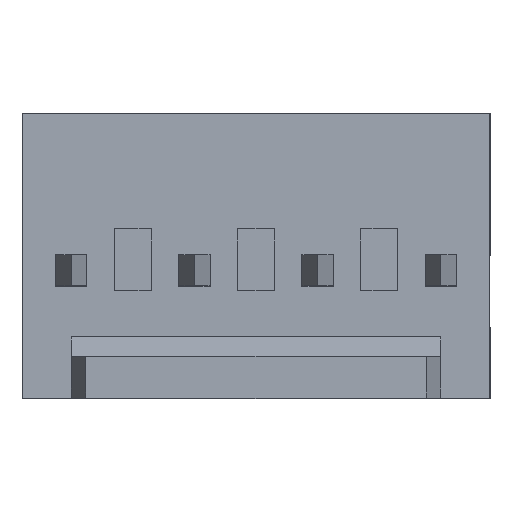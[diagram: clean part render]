
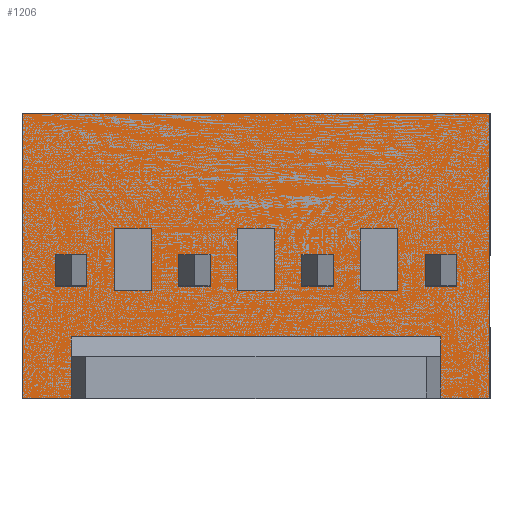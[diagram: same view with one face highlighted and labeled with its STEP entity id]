
A CAD part, top view. The second image highlights one B-rep face of the part: STEP entity #1206.
In plain terms, the highlighted free-form (B-spline) face has degree [1, 1] with [2, 2] control points.
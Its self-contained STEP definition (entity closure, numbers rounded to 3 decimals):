
#174=CARTESIAN_POINT('',(-2.875,0.85,3.3));
#175=VERTEX_POINT('',#174);
#182=CARTESIAN_POINT('',(-2.875,-0.4,3.3));
#183=VERTEX_POINT('',#182);
#184=CARTESIAN_POINT('',(-2.875,-0.4,3.3));
#185=DIRECTION('',(0.0,1.0,0.0));
#186=VECTOR('',#185,1.25);
#187=LINE('',#184,#186);
#188=EDGE_CURVE('',#183,#175,#187,.T.);
#212=CARTESIAN_POINT('',(-2.125,0.85,3.3));
#213=VERTEX_POINT('',#212);
#230=CARTESIAN_POINT('',(-2.125,-0.4,3.3));
#231=VERTEX_POINT('',#230);
#238=CARTESIAN_POINT('',(-2.125,0.85,3.3));
#239=DIRECTION('',(0.0,-1.0,0.0));
#240=VECTOR('',#239,1.25);
#241=LINE('',#238,#240);
#242=EDGE_CURVE('',#213,#231,#241,.T.);
#274=CARTESIAN_POINT('',(-2.125,-0.4,3.3));
#275=DIRECTION('',(-1.0,0.0,0.0));
#276=VECTOR('',#275,0.75);
#277=LINE('',#274,#276);
#278=EDGE_CURVE('',#231,#183,#277,.T.);
#293=CARTESIAN_POINT('',(-2.875,0.85,3.3));
#294=DIRECTION('',(1.0,0.0,0.0));
#295=VECTOR('',#294,0.75);
#296=LINE('',#293,#295);
#297=EDGE_CURVE('',#175,#213,#296,.T.);
#412=CARTESIAN_POINT('',(-0.375,0.85,3.3));
#413=VERTEX_POINT('',#412);
#420=CARTESIAN_POINT('',(-0.375,-0.4,3.3));
#421=VERTEX_POINT('',#420);
#422=CARTESIAN_POINT('',(-0.375,-0.4,3.3));
#423=DIRECTION('',(0.0,1.0,0.0));
#424=VECTOR('',#423,1.25);
#425=LINE('',#422,#424);
#426=EDGE_CURVE('',#421,#413,#425,.T.);
#450=CARTESIAN_POINT('',(0.375,0.85,3.3));
#451=VERTEX_POINT('',#450);
#468=CARTESIAN_POINT('',(0.375,-0.4,3.3));
#469=VERTEX_POINT('',#468);
#476=CARTESIAN_POINT('',(0.375,0.85,3.3));
#477=DIRECTION('',(0.0,-1.0,0.0));
#478=VECTOR('',#477,1.25);
#479=LINE('',#476,#478);
#480=EDGE_CURVE('',#451,#469,#479,.T.);
#512=CARTESIAN_POINT('',(0.375,-0.4,3.3));
#513=DIRECTION('',(-1.0,0.0,0.0));
#514=VECTOR('',#513,0.75);
#515=LINE('',#512,#514);
#516=EDGE_CURVE('',#469,#421,#515,.T.);
#531=CARTESIAN_POINT('',(-0.375,0.85,3.3));
#532=DIRECTION('',(1.0,0.0,0.0));
#533=VECTOR('',#532,0.75);
#534=LINE('',#531,#533);
#535=EDGE_CURVE('',#413,#451,#534,.T.);
#548=CARTESIAN_POINT('',(2.125,0.85,3.3));
#549=VERTEX_POINT('',#548);
#556=CARTESIAN_POINT('',(2.125,-0.4,3.3));
#557=VERTEX_POINT('',#556);
#558=CARTESIAN_POINT('',(2.125,-0.4,3.3));
#559=DIRECTION('',(0.0,1.0,0.0));
#560=VECTOR('',#559,1.25);
#561=LINE('',#558,#560);
#562=EDGE_CURVE('',#557,#549,#561,.T.);
#586=CARTESIAN_POINT('',(2.875,0.85,3.3));
#587=VERTEX_POINT('',#586);
#604=CARTESIAN_POINT('',(2.875,-0.4,3.3));
#605=VERTEX_POINT('',#604);
#612=CARTESIAN_POINT('',(2.875,0.85,3.3));
#613=DIRECTION('',(0.0,-1.0,0.0));
#614=VECTOR('',#613,1.25);
#615=LINE('',#612,#614);
#616=EDGE_CURVE('',#587,#605,#615,.T.);
#648=CARTESIAN_POINT('',(2.875,-0.4,3.3));
#649=DIRECTION('',(-1.0,0.0,0.0));
#650=VECTOR('',#649,0.75);
#651=LINE('',#648,#650);
#652=EDGE_CURVE('',#605,#557,#651,.T.);
#667=CARTESIAN_POINT('',(2.125,0.85,3.3));
#668=DIRECTION('',(1.0,0.0,0.0));
#669=VECTOR('',#668,0.75);
#670=LINE('',#667,#669);
#671=EDGE_CURVE('',#549,#587,#670,.T.);
#1070=CARTESIAN_POINT('',(-4.75,-2.6,3.3));
#1071=VERTEX_POINT('',#1070);
#1072=CARTESIAN_POINT('',(4.75,-2.6,3.3));
#1073=VERTEX_POINT('',#1072);
#1074=CARTESIAN_POINT('',(-4.75,-2.6,3.3));
#1075=DIRECTION('',(1.0,0.0,0.0));
#1076=VECTOR('',#1075,9.5);
#1077=LINE('',#1074,#1076);
#1078=EDGE_CURVE('',#1071,#1073,#1077,.T.);
#1103=CARTESIAN_POINT('',(-4.75,3.2,3.3));
#1104=VERTEX_POINT('',#1103);
#1120=CARTESIAN_POINT('',(-4.75,3.2,3.3));
#1121=DIRECTION('',(0.0,-1.0,0.0));
#1122=VECTOR('',#1121,5.8);
#1123=LINE('',#1120,#1122);
#1124=EDGE_CURVE('',#1104,#1071,#1123,.T.);
#1134=CARTESIAN_POINT('',(4.75,3.2,3.3));
#1135=VERTEX_POINT('',#1134);
#1142=CARTESIAN_POINT('',(4.75,-2.6,3.3));
#1143=DIRECTION('',(0.0,1.0,0.0));
#1144=VECTOR('',#1143,5.8);
#1145=LINE('',#1142,#1144);
#1146=EDGE_CURVE('',#1073,#1135,#1145,.T.);
#1172=CARTESIAN_POINT('',(-4.75,3.2,3.3));
#1173=CARTESIAN_POINT('',(4.75,3.2,3.3));
#1174=CARTESIAN_POINT('',(-4.75,-2.6,3.3));
#1175=CARTESIAN_POINT('',(4.75,-2.6,3.3));
#1176=B_SPLINE_SURFACE_WITH_KNOTS('',1,1,((#1172,#1174),(#1173,#1175)),.UNSPECIFIED.,.F.,.F.,.U.,(2,2),(2,2),(0.0,9.5),(0.0,5.8),.UNSPECIFIED.);
#1177=CARTESIAN_POINT('',(-4.75,3.2,3.3));
#1178=DIRECTION('',(1.0,0.0,0.0));
#1179=VECTOR('',#1178,9.5);
#1180=LINE('',#1177,#1179);
#1181=EDGE_CURVE('',#1104,#1135,#1180,.T.);
#1182=ORIENTED_EDGE('',*,*,#1181,.F.);
#1183=ORIENTED_EDGE('',*,*,#1124,.T.);
#1184=ORIENTED_EDGE('',*,*,#1078,.T.);
#1185=ORIENTED_EDGE('',*,*,#1146,.T.);
#1186=EDGE_LOOP('',(#1182,#1183,#1184,#1185));
#1187=FACE_OUTER_BOUND('',#1186,.T.);
#1188=ORIENTED_EDGE('',*,*,#242,.T.);
#1189=ORIENTED_EDGE('',*,*,#278,.T.);
#1190=ORIENTED_EDGE('',*,*,#188,.T.);
#1191=ORIENTED_EDGE('',*,*,#297,.T.);
#1192=EDGE_LOOP('',(#1188,#1189,#1190,#1191));
#1193=FACE_BOUND('',#1192,.T.);
#1194=ORIENTED_EDGE('',*,*,#480,.T.);
#1195=ORIENTED_EDGE('',*,*,#516,.T.);
#1196=ORIENTED_EDGE('',*,*,#426,.T.);
#1197=ORIENTED_EDGE('',*,*,#535,.T.);
#1198=EDGE_LOOP('',(#1194,#1195,#1196,#1197));
#1199=FACE_BOUND('',#1198,.T.);
#1200=ORIENTED_EDGE('',*,*,#616,.T.);
#1201=ORIENTED_EDGE('',*,*,#652,.T.);
#1202=ORIENTED_EDGE('',*,*,#562,.T.);
#1203=ORIENTED_EDGE('',*,*,#671,.T.);
#1204=EDGE_LOOP('',(#1200,#1201,#1202,#1203));
#1205=FACE_BOUND('',#1204,.T.);
#1206=ADVANCED_FACE('',(#1187,#1193,#1199,#1205),#1176,.F.);
